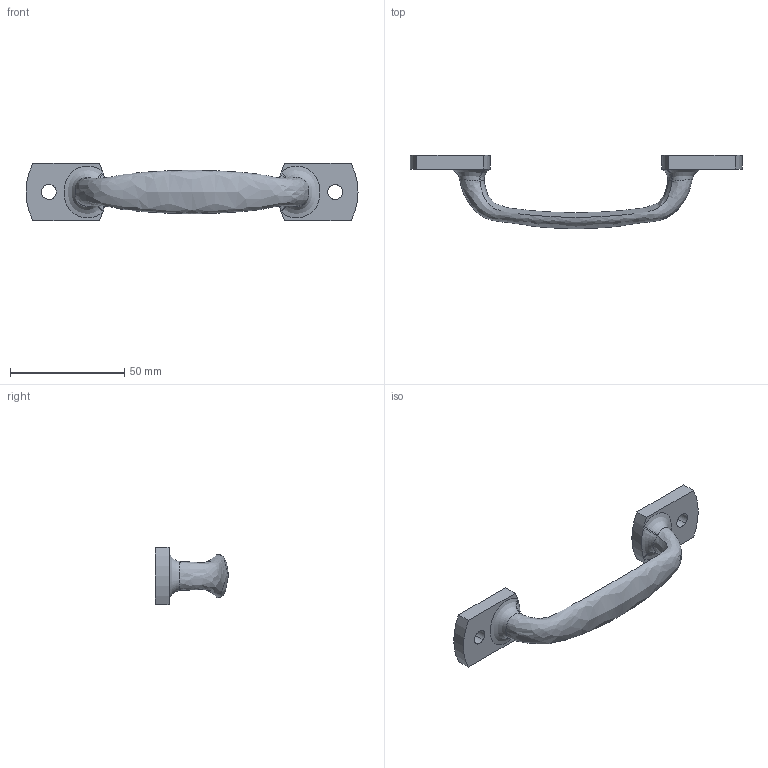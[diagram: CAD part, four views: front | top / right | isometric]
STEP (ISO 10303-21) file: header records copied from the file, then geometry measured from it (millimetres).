
FILE_DESCRIPTION((''),'2;1');
FILE_NAME('','2005-10-12T11:43:06',(''),(''),'','CADfix','');
FILE_SCHEMA(('AUTOMOTIVE_DESIGN'));
Length unit declared in the file: millimetre
Products named in the file (1): pull
Bounding box: 145 x 32 x 25 mm (x, y, z)
Volume: 20638.6 mm3; surface area: 8843.9 mm2
Topology: 1 solids, 1 shells, 26 faces, 98 edges, 74 vertices
Faces by surface type: bspline 26
Entity records: 3831 total; most frequent: CARTESIAN_POINT 3283, ORIENTED_EDGE 196, EDGE_CURVE 98, VERTEX_POINT 74, B_SPLINE_CURVE_WITH_KNOTS 42, EDGE_LOOP 30, FACE_OUTER_BOUND 26, ADVANCED_FACE 26
